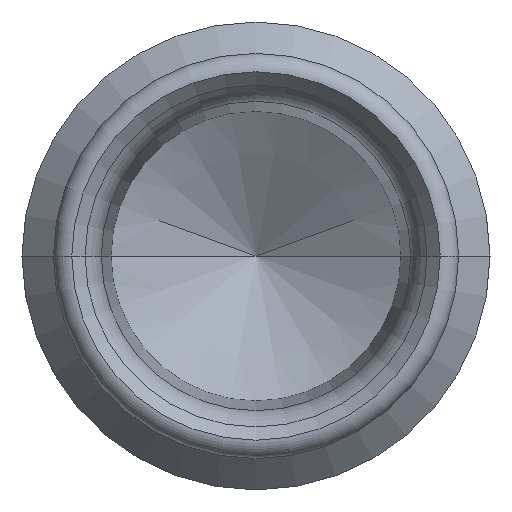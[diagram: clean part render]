
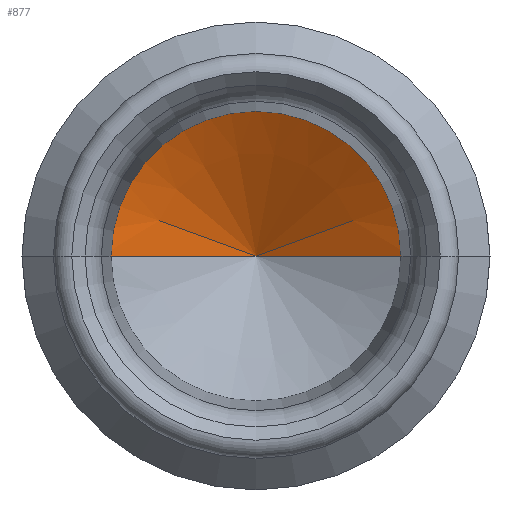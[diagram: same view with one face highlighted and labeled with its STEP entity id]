
A CAD part, front view. The second image highlights one B-rep face of the part: STEP entity #877.
In plain terms, the highlighted conical face has half-angle 60 degrees and reference radius 2.142 mm.
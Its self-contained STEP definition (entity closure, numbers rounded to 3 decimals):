
#276=CARTESIAN_POINT('',(0.,-6.927,0.));
#277=DIRECTION('',(0.,-1.,0.));
#278=DIRECTION('',(1.,0.,0.));
#279=AXIS2_PLACEMENT_3D('',#276,#277,#278);
#285=DIRECTION('',(0.866,-0.5,0.));
#286=VECTOR('',#285,4.85);
#287=CARTESIAN_POINT('',(0.,-4.502,0.));
#288=LINE('',#287,#286);
#289=DIRECTION('',(-0.866,-0.5,0.));
#290=VECTOR('',#289,4.85);
#291=CARTESIAN_POINT('',(0.,-4.502,0.));
#292=LINE('',#291,#290);
#409=CARTESIAN_POINT('',(0.,-4.502,0.));
#410=CARTESIAN_POINT('',(4.2,-6.927,0.));
#411=VERTEX_POINT('',#409);
#412=VERTEX_POINT('',#410);
#447=CARTESIAN_POINT('',(-4.2,-6.927,0.));
#448=VERTEX_POINT('',#447);
#865=CARTESIAN_POINT('',(0.,-5.739,0.));
#866=DIRECTION('',(0.,-1.,0.));
#867=DIRECTION('',(-1.,0.,0.));
#868=AXIS2_PLACEMENT_3D('',#865,#866,#867);
#869=CONICAL_SURFACE('',#868,2.142,60.);
#871=ORIENTED_EDGE('',*,*,#870,.F.);
#873=ORIENTED_EDGE('',*,*,#872,.T.);
#874=ORIENTED_EDGE('',*,*,#858,.F.);
#875=EDGE_LOOP('',(#871,#873,#874));
#876=FACE_OUTER_BOUND('',#875,.F.);
#877=ADVANCED_FACE('',(#876),#869,.F.);
#280=CIRCLE('',#279,4.2);
#858=EDGE_CURVE('',#412,#448,#280,.T.);
#870=EDGE_CURVE('',#411,#412,#288,.T.);
#872=EDGE_CURVE('',#411,#448,#292,.T.);
